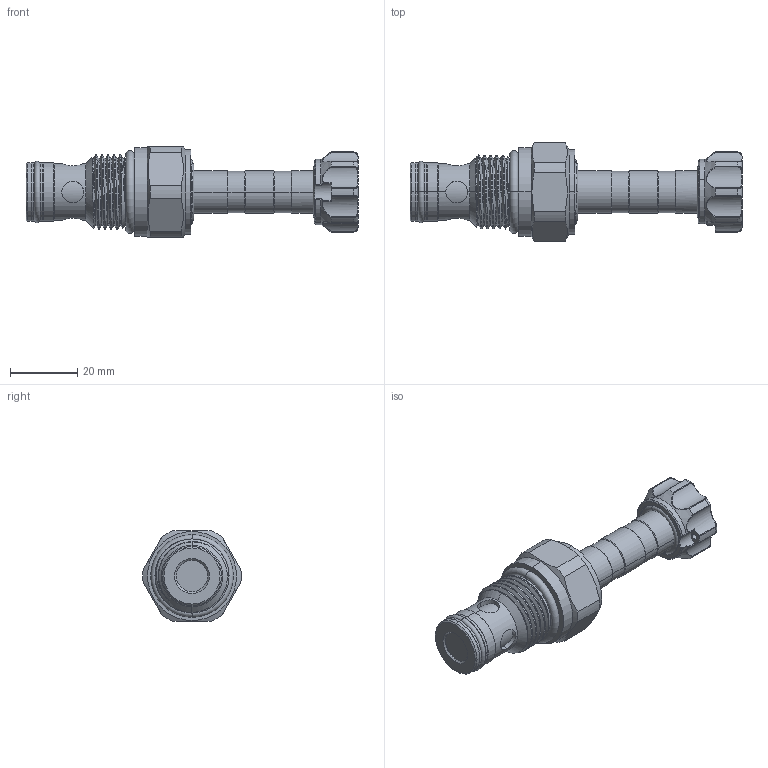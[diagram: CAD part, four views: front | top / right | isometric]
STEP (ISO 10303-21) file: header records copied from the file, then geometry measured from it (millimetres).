
FILE_DESCRIPTION (( 'STEP AP203' ), '1' );
FILE_NAME ('EP76E2A01N05.STEP', '2024-06-17T08:29:08', ( '' ), ( '' ), 'SwSTEP 2.0', 'SolidWorks 2018', '' );
FILE_SCHEMA (( 'CONFIG_CONTROL_DESIGN' ));
Length unit declared in the file: millimetre
Products named in the file (1): EP76E2A01N05
Bounding box: 98.69 x 29.27 x 27 mm (x, y, z)
Volume: 28000.4 mm3; surface area: 8689.1 mm2
Topology: 1 solids, 1 shells, 251 faces, 614 edges, 380 vertices
Faces by surface type: cylinder 118, bspline 41, cone 37, torus 29, plane 26
Entity records: 14600 total; most frequent: CARTESIAN_POINT 8995, ORIENTED_EDGE 1224, DIRECTION 1094, EDGE_CURVE 612, AXIS2_PLACEMENT_3D 468, VERTEX_POINT 380, EDGE_LOOP 270, CIRCLE 257
